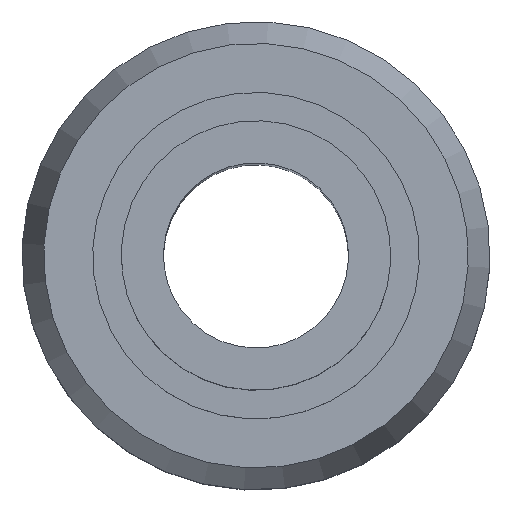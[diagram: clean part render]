
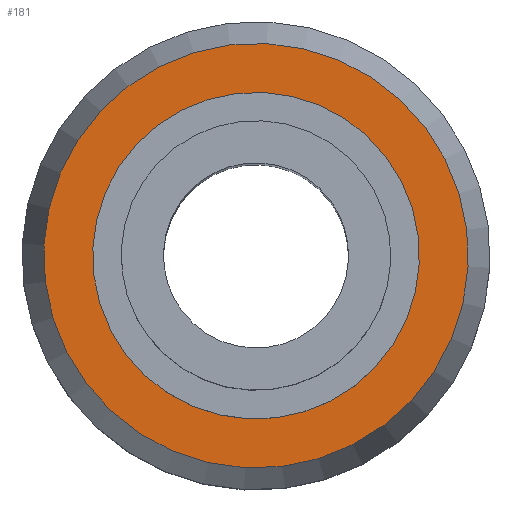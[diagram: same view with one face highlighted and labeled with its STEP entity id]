
A CAD part, top view. The second image highlights one B-rep face of the part: STEP entity #181.
In plain terms, the highlighted face is planar.
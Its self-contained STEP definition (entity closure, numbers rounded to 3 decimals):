
#42 = CONICAL_SURFACE('',#43,4.1,0.349);
#43 = AXIS2_PLACEMENT_3D('',#44,#45,#46);
#44 = CARTESIAN_POINT('',(0.,0.,0.45));
#45 = DIRECTION('',(0.,0.,1.));
#46 = DIRECTION('',(1.,0.,-0.));
#111 = VERTEX_POINT('',#112);
#112 = CARTESIAN_POINT('',(-3.9,0.,-0.1));
#132 = EDGE_CURVE('',#111,#111,#133,.T.);
#133 = SURFACE_CURVE('',#134,(#139,#168),.PCURVE_S1.);
#134 = CIRCLE('',#135,3.9);
#135 = AXIS2_PLACEMENT_3D('',#136,#137,#138);
#136 = CARTESIAN_POINT('',(0.,0.,-0.1));
#137 = DIRECTION('',(0.,0.,1.));
#138 = DIRECTION('',(1.,0.,-0.));
#139 = PCURVE('',#42,#140);
#140 = DEFINITIONAL_REPRESENTATION('',(#141),#167);
#141 = B_SPLINE_CURVE_WITH_KNOTS('',3,(#142,#143,#144,#145,#146,#147,
    #148,#149,#150,#151,#152,#153,#154,#155,#156,#157,#158,#159,#160,
    #161,#162,#163,#164,#165,#166),.UNSPECIFIED.,.F.,.F.,(4,1,1,1,1,1,1,
    1,1,1,1,1,1,1,1,1,1,1,1,1,1,1,4),(3.142,3.427,
    3.713,3.998,4.284,4.57,
    4.855,5.141,5.426,5.712,
    5.998,6.283,6.569,6.854,
    7.14,7.426,7.711,7.997,
    8.282,8.568,8.854,9.139,
    9.425),.QUASI_UNIFORM_KNOTS.);
#142 = CARTESIAN_POINT('',(3.142,-0.55));
#143 = CARTESIAN_POINT('',(3.237,-0.55));
#144 = CARTESIAN_POINT('',(3.427,-0.55));
#145 = CARTESIAN_POINT('',(3.713,-0.55));
#146 = CARTESIAN_POINT('',(3.998,-0.55));
#147 = CARTESIAN_POINT('',(4.284,-0.55));
#148 = CARTESIAN_POINT('',(4.57,-0.55));
#149 = CARTESIAN_POINT('',(4.855,-0.55));
#150 = CARTESIAN_POINT('',(5.141,-0.55));
#151 = CARTESIAN_POINT('',(5.426,-0.55));
#152 = CARTESIAN_POINT('',(5.712,-0.55));
#153 = CARTESIAN_POINT('',(5.998,-0.55));
#154 = CARTESIAN_POINT('',(6.283,-0.55));
#155 = CARTESIAN_POINT('',(6.569,-0.55));
#156 = CARTESIAN_POINT('',(6.854,-0.55));
#157 = CARTESIAN_POINT('',(7.14,-0.55));
#158 = CARTESIAN_POINT('',(7.426,-0.55));
#159 = CARTESIAN_POINT('',(7.711,-0.55));
#160 = CARTESIAN_POINT('',(7.997,-0.55));
#161 = CARTESIAN_POINT('',(8.282,-0.55));
#162 = CARTESIAN_POINT('',(8.568,-0.55));
#163 = CARTESIAN_POINT('',(8.854,-0.55));
#164 = CARTESIAN_POINT('',(9.139,-0.55));
#165 = CARTESIAN_POINT('',(9.33,-0.55));
#166 = CARTESIAN_POINT('',(9.425,-0.55));
#167 = ( GEOMETRIC_REPRESENTATION_CONTEXT(2) 
PARAMETRIC_REPRESENTATION_CONTEXT() REPRESENTATION_CONTEXT('2D SPACE',''
  ) );
#168 = PCURVE('',#169,#174);
#169 = PLANE('',#170);
#170 = AXIS2_PLACEMENT_3D('',#171,#172,#173);
#171 = CARTESIAN_POINT('',(0.,0.,-0.1));
#172 = DIRECTION('',(0.,0.,1.));
#173 = DIRECTION('',(1.,0.,-0.));
#174 = DEFINITIONAL_REPRESENTATION('',(#175),#179);
#175 = CIRCLE('',#176,3.9);
#176 = AXIS2_PLACEMENT_2D('',#177,#178);
#177 = CARTESIAN_POINT('',(0.,0.));
#178 = DIRECTION('',(1.,0.));
#179 = ( GEOMETRIC_REPRESENTATION_CONTEXT(2) 
PARAMETRIC_REPRESENTATION_CONTEXT() REPRESENTATION_CONTEXT('2D SPACE',''
  ) );
#181 = ADVANCED_FACE('',(#182,#185),#169,.F.);
#182 = FACE_BOUND('',#183,.T.);
#183 = EDGE_LOOP('',(#184));
#184 = ORIENTED_EDGE('',*,*,#132,.F.);
#185 = FACE_BOUND('',#186,.T.);
#186 = EDGE_LOOP('',(#187));
#187 = ORIENTED_EDGE('',*,*,#188,.T.);
#188 = EDGE_CURVE('',#189,#189,#191,.T.);
#189 = VERTEX_POINT('',#190);
#190 = CARTESIAN_POINT('',(3.,0.,-0.1));
#191 = SURFACE_CURVE('',#192,(#197,#204),.PCURVE_S1.);
#192 = CIRCLE('',#193,3.);
#193 = AXIS2_PLACEMENT_3D('',#194,#195,#196);
#194 = CARTESIAN_POINT('',(0.,0.,-0.1));
#195 = DIRECTION('',(0.,0.,1.));
#196 = DIRECTION('',(-1.,0.,0.));
#197 = PCURVE('',#169,#198);
#198 = DEFINITIONAL_REPRESENTATION('',(#199),#203);
#199 = CIRCLE('',#200,3.);
#200 = AXIS2_PLACEMENT_2D('',#201,#202);
#201 = CARTESIAN_POINT('',(0.,0.));
#202 = DIRECTION('',(-1.,0.));
#203 = ( GEOMETRIC_REPRESENTATION_CONTEXT(2) 
PARAMETRIC_REPRESENTATION_CONTEXT() REPRESENTATION_CONTEXT('2D SPACE',''
  ) );
#204 = PCURVE('',#205,#210);
#205 = CYLINDRICAL_SURFACE('',#206,3.);
#206 = AXIS2_PLACEMENT_3D('',#207,#208,#209);
#207 = CARTESIAN_POINT('',(0.,0.,-0.1));
#208 = DIRECTION('',(0.,0.,1.));
#209 = DIRECTION('',(-1.,0.,0.));
#210 = DEFINITIONAL_REPRESENTATION('',(#211),#237);
#211 = B_SPLINE_CURVE_WITH_KNOTS('',3,(#212,#213,#214,#215,#216,#217,
    #218,#219,#220,#221,#222,#223,#224,#225,#226,#227,#228,#229,#230,
    #231,#232,#233,#234,#235,#236),.UNSPECIFIED.,.F.,.F.,(4,1,1,1,1,1,1,
    1,1,1,1,1,1,1,1,1,1,1,1,1,1,1,4),(3.142,3.427,
    3.713,3.998,4.284,4.57,
    4.855,5.141,5.426,5.712,
    5.998,6.283,6.569,6.854,
    7.14,7.426,7.711,7.997,
    8.282,8.568,8.854,9.139,
    9.425),.QUASI_UNIFORM_KNOTS.);
#212 = CARTESIAN_POINT('',(3.142,0.));
#213 = CARTESIAN_POINT('',(3.237,0.));
#214 = CARTESIAN_POINT('',(3.427,0.));
#215 = CARTESIAN_POINT('',(3.713,0.));
#216 = CARTESIAN_POINT('',(3.998,0.));
#217 = CARTESIAN_POINT('',(4.284,0.));
#218 = CARTESIAN_POINT('',(4.57,0.));
#219 = CARTESIAN_POINT('',(4.855,0.));
#220 = CARTESIAN_POINT('',(5.141,0.));
#221 = CARTESIAN_POINT('',(5.426,0.));
#222 = CARTESIAN_POINT('',(5.712,0.));
#223 = CARTESIAN_POINT('',(5.998,0.));
#224 = CARTESIAN_POINT('',(6.283,0.));
#225 = CARTESIAN_POINT('',(6.569,0.));
#226 = CARTESIAN_POINT('',(6.854,0.));
#227 = CARTESIAN_POINT('',(7.14,0.));
#228 = CARTESIAN_POINT('',(7.426,0.));
#229 = CARTESIAN_POINT('',(7.711,0.));
#230 = CARTESIAN_POINT('',(7.997,0.));
#231 = CARTESIAN_POINT('',(8.282,0.));
#232 = CARTESIAN_POINT('',(8.568,0.));
#233 = CARTESIAN_POINT('',(8.854,0.));
#234 = CARTESIAN_POINT('',(9.139,0.));
#235 = CARTESIAN_POINT('',(9.33,0.));
#236 = CARTESIAN_POINT('',(9.425,0.));
#237 = ( GEOMETRIC_REPRESENTATION_CONTEXT(2) 
PARAMETRIC_REPRESENTATION_CONTEXT() REPRESENTATION_CONTEXT('2D SPACE',''
  ) );
